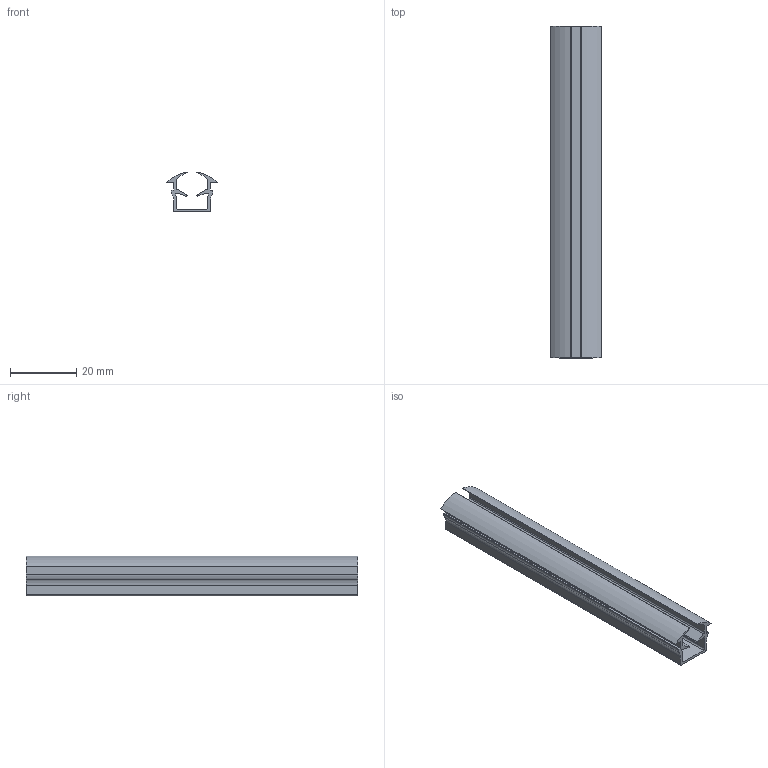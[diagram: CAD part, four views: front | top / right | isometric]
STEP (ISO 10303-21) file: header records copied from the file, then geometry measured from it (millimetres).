
FILE_DESCRIPTION(('STEP AP203'),'2;1');
FILE_NAME('21.008.01N-4.stp','2011-03-28T17:23:20',(''),(''),'2009.3.110','THINKDESIGN','');
FILE_SCHEMA(('CONFIG_CONTROL_DESIGN'));
Length unit declared in the file: millimetre
Bounding box: 15.23 x 100 x 12 mm (x, y, z)
Volume: 3944.2 mm3; surface area: 9644 mm2
Topology: 1 solids, 1 shells, 53 faces, 153 edges, 102 vertices
Faces by surface type: cylinder 30, plane 23
Entity records: 1860 total; most frequent: DIRECTION 319, CARTESIAN_POINT 308, ORIENTED_EDGE 306, EDGE_CURVE 153, AXIS2_PLACEMENT_3D 113, VERTEX_POINT 102, VECTOR 93, LINE 93
